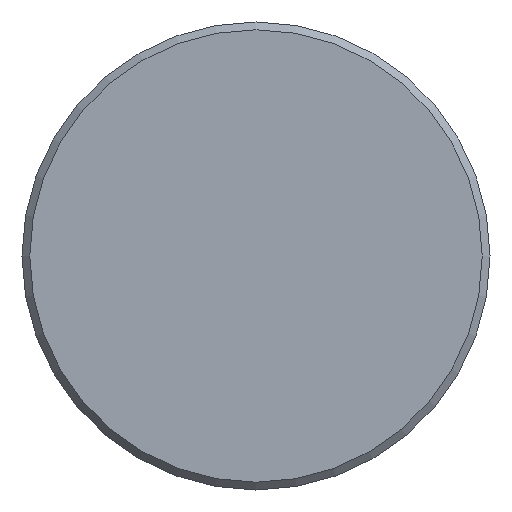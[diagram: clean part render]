
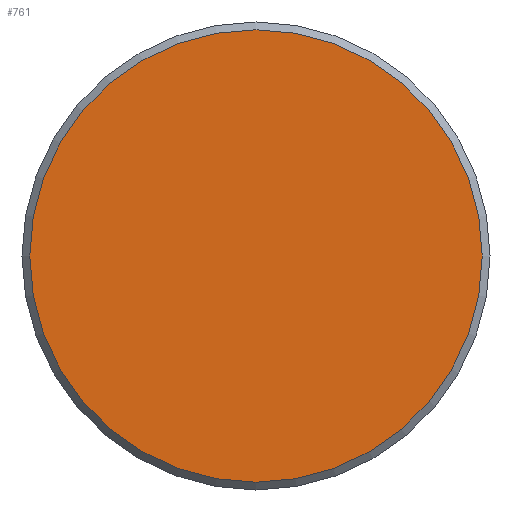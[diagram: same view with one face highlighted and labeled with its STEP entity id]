
A CAD part, front view. The second image highlights one B-rep face of the part: STEP entity #761.
In plain terms, the highlighted planar face has unit normal (0, -1, 0).
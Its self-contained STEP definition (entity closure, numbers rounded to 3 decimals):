
#55=PLANE('',#872);
#100=FACE_OUTER_BOUND('',#158,.T.);
#158=EDGE_LOOP('',(#645));
#211=CIRCLE('',#868,14.5);
#354=VERTEX_POINT('',#6899);
#450=EDGE_CURVE('',#354,#354,#211,.T.);
#645=ORIENTED_EDGE('',*,*,#450,.F.);
#761=ADVANCED_FACE('',(#100),#55,.T.);
#868=AXIS2_PLACEMENT_3D('',#6900,#1068,#1069);
#872=AXIS2_PLACEMENT_3D('',#6908,#1078,#1079);
#1068=DIRECTION('center_axis',(0.,1.,0.));
#1069=DIRECTION('ref_axis',(-1.,0.,0.));
#1078=DIRECTION('center_axis',(0.,-1.,0.));
#1079=DIRECTION('ref_axis',(0.,0.,-1.));
#6899=CARTESIAN_POINT('',(14.5,0.,0.));
#6900=CARTESIAN_POINT('Origin',(0.,0.,
0.));
#6908=CARTESIAN_POINT('Origin',(7.5,0.,0.));
